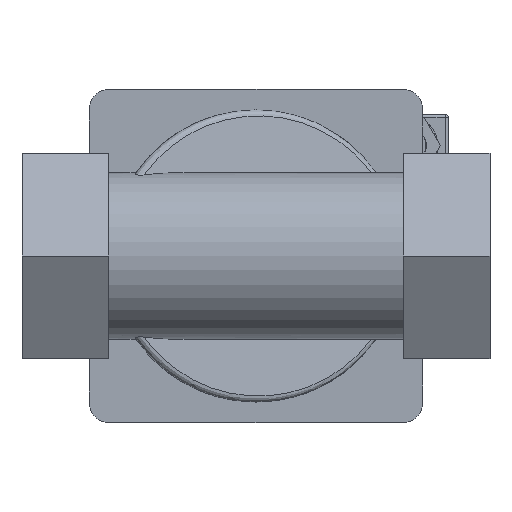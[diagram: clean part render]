
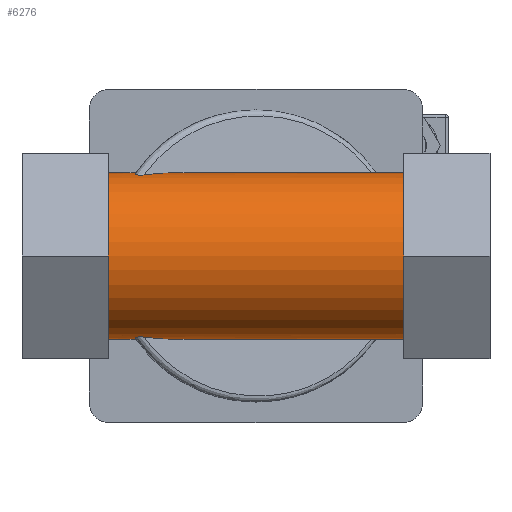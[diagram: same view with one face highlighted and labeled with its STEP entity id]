
A CAD part, front view. The second image highlights one B-rep face of the part: STEP entity #6276.
In plain terms, the highlighted cylindrical face has radius 28 mm (diameter 56 mm), a partial arc.
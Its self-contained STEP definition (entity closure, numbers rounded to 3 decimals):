
#126=ELLIPSE('',#6668,65.897,28.);
#129=ELLIPSE('',#6672,65.897,28.);
#146=B_SPLINE_CURVE_WITH_KNOTS('',3,(#9479,#9480,#9481,#9482,#9483,#9484,
#9485,#9486,#9487,#9488,#9489,#9490,#9491,#9492),.UNSPECIFIED.,.F.,.F.,
(4,2,2,2,2,2,4),(0.,0.076,0.138,0.198,
0.264,0.349,0.436),.UNSPECIFIED.);
#147=B_SPLINE_CURVE_WITH_KNOTS('',3,(#9560,#9561,#9562,#9563,#9564,#9565,
#9566,#9567,#9568,#9569,#9570,#9571,#9572,#9573),.UNSPECIFIED.,.F.,.F.,
(4,2,2,2,2,2,4),(0.,0.129,0.222,0.294,
0.36,0.418,0.479),.UNSPECIFIED.);
#149=B_SPLINE_CURVE_WITH_KNOTS('',3,(#9750,#9751,#9752,#9753),
 .UNSPECIFIED.,.F.,.F.,(4,4),(0.,0.498),.UNSPECIFIED.);
#150=B_SPLINE_CURVE_WITH_KNOTS('',3,(#9756,#9757,#9758,#9759),
 .UNSPECIFIED.,.F.,.F.,(4,4),(8.176,8.675),
 .UNSPECIFIED.);
#532=FACE_OUTER_BOUND('',#907,.T.);
#907=EDGE_LOOP('',(#4708,#4709,#4710,#4711,#4712,#4713,#4714,#4715,#4716,
#4717,#4718,#4719));
#1436=LINE('',#9748,#2071);
#1437=LINE('',#9755,#2072);
#1438=LINE('',#9760,#2073);
#1439=LINE('',#9761,#2074);
#2071=VECTOR('',#7660,10.);
#2072=VECTOR('',#7663,10.);
#2073=VECTOR('',#7664,10.);
#2074=VECTOR('',#7665,10.);
#2543=CIRCLE('',#6696,28.);
#2544=CIRCLE('',#6707,28.);
#2862=VERTEX_POINT('',#9476);
#2863=VERTEX_POINT('',#9478);
#2864=VERTEX_POINT('',#9495);
#2865=VERTEX_POINT('',#9558);
#2866=VERTEX_POINT('',#9559);
#2869=VERTEX_POINT('',#9589);
#2897=VERTEX_POINT('',#9671);
#2898=VERTEX_POINT('',#9673);
#2910=VERTEX_POINT('',#9718);
#2911=VERTEX_POINT('',#9720);
#2918=VERTEX_POINT('',#9746);
#2919=VERTEX_POINT('',#9754);
#3510=EDGE_CURVE('',#2862,#2863,#146,.F.);
#3513=EDGE_CURVE('',#2864,#2862,#126,.T.);
#3514=EDGE_CURVE('',#2865,#2866,#147,.F.);
#3518=EDGE_CURVE('',#2866,#2869,#129,.T.);
#3558=EDGE_CURVE('',#2897,#2898,#2543,.T.);
#3582=EDGE_CURVE('',#2910,#2911,#2544,.T.);
#3596=EDGE_CURVE('',#2918,#2898,#1436,.T.);
#3597=EDGE_CURVE('',#2918,#2865,#149,.T.);
#3598=EDGE_CURVE('',#2897,#2919,#1437,.T.);
#3599=EDGE_CURVE('',#2863,#2919,#150,.T.);
#3600=EDGE_CURVE('',#2864,#2911,#1438,.T.);
#3601=EDGE_CURVE('',#2910,#2869,#1439,.T.);
#4708=ORIENTED_EDGE('',*,*,#3514,.F.);
#4709=ORIENTED_EDGE('',*,*,#3597,.F.);
#4710=ORIENTED_EDGE('',*,*,#3596,.T.);
#4711=ORIENTED_EDGE('',*,*,#3558,.F.);
#4712=ORIENTED_EDGE('',*,*,#3598,.T.);
#4713=ORIENTED_EDGE('',*,*,#3599,.F.);
#4714=ORIENTED_EDGE('',*,*,#3510,.F.);
#4715=ORIENTED_EDGE('',*,*,#3513,.F.);
#4716=ORIENTED_EDGE('',*,*,#3600,.T.);
#4717=ORIENTED_EDGE('',*,*,#3582,.F.);
#4718=ORIENTED_EDGE('',*,*,#3601,.T.);
#4719=ORIENTED_EDGE('',*,*,#3518,.F.);
#6115=CYLINDRICAL_SURFACE('',#6714,28.);
#6276=ADVANCED_FACE('',(#532),#6115,.T.);
#6668=AXIS2_PLACEMENT_3D('',#9497,#7501,#7502);
#6672=AXIS2_PLACEMENT_3D('',#9590,#7509,#7510);
#6696=AXIS2_PLACEMENT_3D('',#9674,#7588,#7589);
#6707=AXIS2_PLACEMENT_3D('',#9721,#7633,#7634);
#6714=AXIS2_PLACEMENT_3D('',#9749,#7661,#7662);
#7501=DIRECTION('center_axis',(-0.425,0.905,0.));
#7502=DIRECTION('ref_axis',(-0.905,-0.425,0.));
#7509=DIRECTION('center_axis',(-0.425,0.905,0.));
#7510=DIRECTION('ref_axis',(-0.905,-0.425,0.));
#7588=DIRECTION('center_axis',(-1.,0.,0.));
#7589=DIRECTION('ref_axis',(0.,0.,1.));
#7633=DIRECTION('center_axis',(1.,0.,0.));
#7634=DIRECTION('ref_axis',(0.,0.,1.));
#7660=DIRECTION('',(-1.,0.,0.));
#7661=DIRECTION('center_axis',(1.,0.,0.));
#7662=DIRECTION('ref_axis',(0.,0.,1.));
#7663=DIRECTION('',(1.,0.,0.));
#7664=DIRECTION('',(1.,0.,0.));
#7665=DIRECTION('',(-1.,0.,0.));
#9476=CARTESIAN_POINT('',(-37.47,-40.588,-27.214));
#9478=CARTESIAN_POINT('',(-40.526,-39.037,-27.543));
#9479=CARTESIAN_POINT('Ctrl Pts',(-40.526,-39.037,-27.543));
#9480=CARTESIAN_POINT('Ctrl Pts',(-40.557,-39.283,-27.498));
#9481=CARTESIAN_POINT('Ctrl Pts',(-40.544,-39.532,-27.449));
#9482=CARTESIAN_POINT('Ctrl Pts',(-40.421,-39.966,-27.358));
#9483=CARTESIAN_POINT('Ctrl Pts',(-40.329,-40.148,-27.317));
#9484=CARTESIAN_POINT('Ctrl Pts',(-40.079,-40.459,-27.245));
#9485=CARTESIAN_POINT('Ctrl Pts',(-39.928,-40.584,-27.215));
#9486=CARTESIAN_POINT('Ctrl Pts',(-39.567,-40.784,-27.166));
#9487=CARTESIAN_POINT('Ctrl Pts',(-39.359,-40.85,-27.149));
#9488=CARTESIAN_POINT('Ctrl Pts',(-38.863,-40.925,-27.13));
#9489=CARTESIAN_POINT('Ctrl Pts',(-38.575,-40.911,-27.134));
#9490=CARTESIAN_POINT('Ctrl Pts',(-38.011,-40.806,-27.16));
#9491=CARTESIAN_POINT('Ctrl Pts',(-37.732,-40.711,-27.184));
#9492=CARTESIAN_POINT('Ctrl Pts',(-37.47,-40.588,-27.214));
#9495=CARTESIAN_POINT('',(-23.435,-34.,-28.));
#9497=CARTESIAN_POINT('Origin',(-23.435,-34.,0.));
#9558=CARTESIAN_POINT('',(-40.526,-39.037,27.543));
#9559=CARTESIAN_POINT('',(-37.47,-40.588,27.214));
#9560=CARTESIAN_POINT('Ctrl Pts',(-37.47,-40.588,27.214));
#9561=CARTESIAN_POINT('Ctrl Pts',(-37.858,-40.77,27.17));
#9562=CARTESIAN_POINT('Ctrl Pts',(-38.26,-40.879,27.142));
#9563=CARTESIAN_POINT('Ctrl Pts',(-38.923,-40.92,27.132));
#9564=CARTESIAN_POINT('Ctrl Pts',(-39.202,-40.893,27.138));
#9565=CARTESIAN_POINT('Ctrl Pts',(-39.666,-40.74,27.177));
#9566=CARTESIAN_POINT('Ctrl Pts',(-39.853,-40.639,27.202));
#9567=CARTESIAN_POINT('Ctrl Pts',(-40.161,-40.375,27.265));
#9568=CARTESIAN_POINT('Ctrl Pts',(-40.279,-40.223,27.3));
#9569=CARTESIAN_POINT('Ctrl Pts',(-40.444,-39.9,27.372));
#9570=CARTESIAN_POINT('Ctrl Pts',(-40.494,-39.738,27.406));
#9571=CARTESIAN_POINT('Ctrl Pts',(-40.548,-39.394,27.476));
#9572=CARTESIAN_POINT('Ctrl Pts',(-40.548,-39.214,27.511));
#9573=CARTESIAN_POINT('Ctrl Pts',(-40.526,-39.037,27.543));
#9589=CARTESIAN_POINT('',(-23.435,-34.,28.));
#9590=CARTESIAN_POINT('Origin',(-23.435,-34.,0.));
#9671=CARTESIAN_POINT('',(-49.5,-34.,-28.));
#9673=CARTESIAN_POINT('',(-49.5,-34.,28.));
#9674=CARTESIAN_POINT('Origin',(-49.5,-34.,0.));
#9718=CARTESIAN_POINT('',(49.5,-34.,28.));
#9720=CARTESIAN_POINT('',(49.5,-34.,-28.));
#9721=CARTESIAN_POINT('Origin',(49.5,-34.,0.));
#9746=CARTESIAN_POINT('',(-40.212,-34.,28.));
#9748=CARTESIAN_POINT('',(0.,-34.,28.));
#9749=CARTESIAN_POINT('Origin',(0.,-34.,0.));
#9750=CARTESIAN_POINT('Ctrl Pts',(-40.212,-34.,28.));
#9751=CARTESIAN_POINT('Ctrl Pts',(-40.212,-35.661,28.));
#9752=CARTESIAN_POINT('Ctrl Pts',(-40.318,-37.358,27.85));
#9753=CARTESIAN_POINT('Ctrl Pts',(-40.526,-39.037,27.543));
#9754=CARTESIAN_POINT('',(-40.212,-34.,-28.));
#9755=CARTESIAN_POINT('',(0.,-34.,-28.));
#9756=CARTESIAN_POINT('Ctrl Pts',(-40.526,-39.037,-27.543));
#9757=CARTESIAN_POINT('Ctrl Pts',(-40.318,-37.358,-27.85));
#9758=CARTESIAN_POINT('Ctrl Pts',(-40.212,-35.661,-28.));
#9759=CARTESIAN_POINT('Ctrl Pts',(-40.212,-34.,-28.));
#9760=CARTESIAN_POINT('',(0.,-34.,-28.));
#9761=CARTESIAN_POINT('',(0.,-34.,28.));
